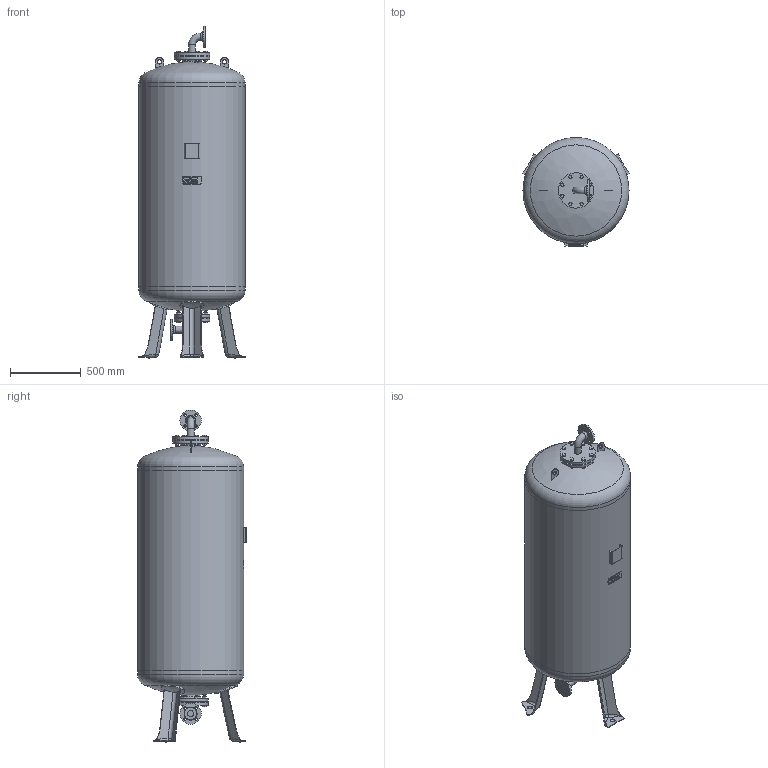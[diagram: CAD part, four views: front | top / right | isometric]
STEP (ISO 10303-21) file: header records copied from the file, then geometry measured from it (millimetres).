
FILE_DESCRIPTION(/* description */ (''),/* implementation_level */ '2;1');
FILE_NAME(/* name */ '3d_IntermediatevesselsV750_10bar-8854808.stp',/* time_stamp */ '2023-02-23T14:09:58+01:00',/* author */ ('Andrzej'),/* organization */ (''),/* preprocessor_version */ 'ST-DEVELOPER v16.13',/* originating_system */ 'AutoCAD Mechanical',/* authorisation */ '');
FILE_SCHEMA (('AUTOMOTIVE_DESIGN { 1 0 10303 214 3 1 1 }'));
Length unit declared in the file: millimetre
Products named in the file (1): Product
Bounding box: 754.64 x 770 x 2348.83 mm (x, y, z)
Volume: 743825470.4 mm3; surface area: 7738488.5 mm2
Topology: 39 solids, 39 shells, 740 faces, 1799 edges, 1198 vertices
Faces by surface type: plane 474, cylinder 206, sphere 21, bspline 20, cone 11, torus 8
Full cylindrical faces by diameter (mm): 16 x32, 18 x40, 22 x16, 30 x2, 43.1 x2, 48.3 x3, 130 x2, 139.7 x2, 150 x2, 250 x4, 750 x3
Entity records: 27183 total; most frequent: CARTESIAN_POINT 10094, DIRECTION 3548, ORIENTED_EDGE 3220, EDGE_CURVE 1610, AXIS2_PLACEMENT_3D 1267, VERTEX_POINT 1138, EDGE_LOOP 1018, LINE 1014
